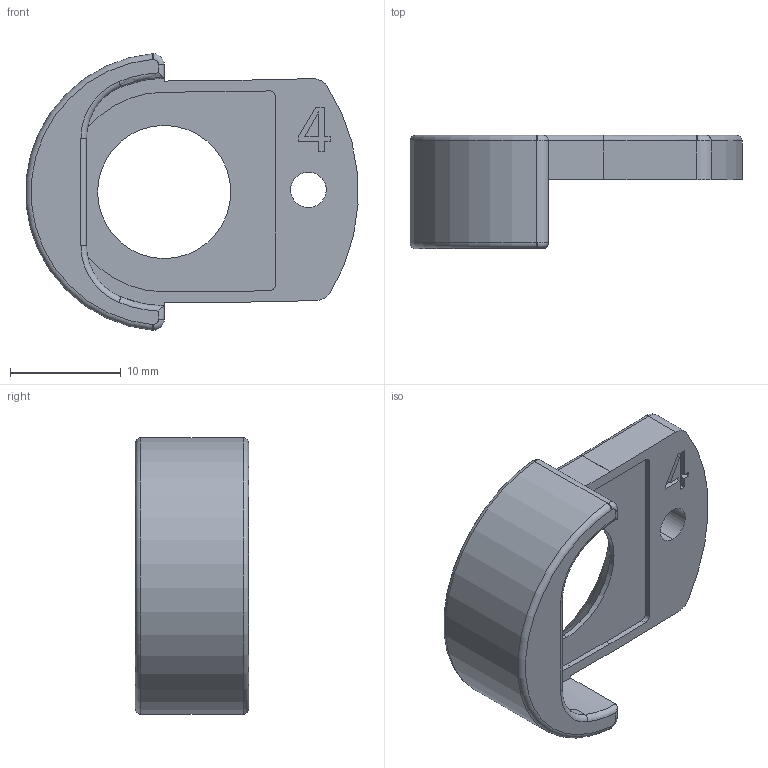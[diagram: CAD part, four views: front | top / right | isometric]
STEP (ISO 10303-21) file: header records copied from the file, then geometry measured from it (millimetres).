
FILE_DESCRIPTION (( 'STEP AP214' ), '1' );
FILE_NAME ('FurrClip_4.STEP', '2023-12-12T07:39:47', ( '' ), ( '' ), 'SwSTEP 2.0', 'SolidWorks 2022', '' );
FILE_SCHEMA (( 'AUTOMOTIVE_DESIGN' ));
Length unit declared in the file: millimetre
Products named in the file (1): FurrClip_4
Bounding box: 29.92 x 10.2 x 24.91 mm (x, y, z)
Volume: 2061.8 mm3; surface area: 1924.5 mm2
Topology: 1 solids, 1 shells, 93 faces, 228 edges, 140 vertices
Faces by surface type: plane 30, cylinder 28, torus 25, bspline 6, cone 4
Entity records: 2877 total; most frequent: CARTESIAN_POINT 613, DIRECTION 492, ORIENTED_EDGE 456, EDGE_CURVE 228, AXIS2_PLACEMENT_3D 192, VERTEX_POINT 140, VECTOR 108, LINE 108
